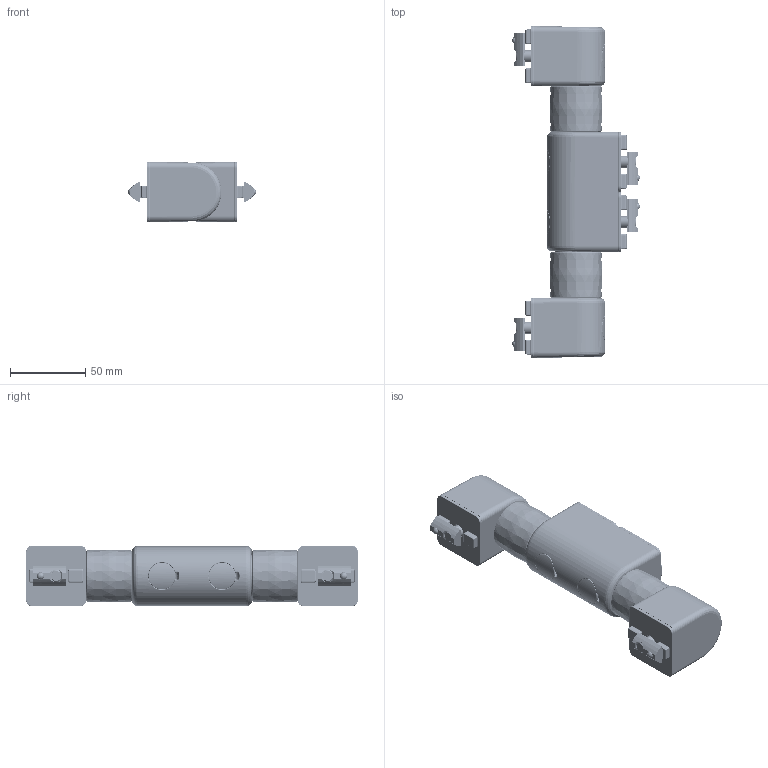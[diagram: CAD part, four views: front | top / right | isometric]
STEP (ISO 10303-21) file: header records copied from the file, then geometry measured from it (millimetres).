
FILE_DESCRIPTION(/* description */ ('KriTec Friktionsgelenk 8 Doppelgelenk 80 2x 15 Nm'),/* implementation_level */ '2;1');
FILE_NAME(/* name */ '13741_KriTec_Friktionsgelenk_8_Doppelgelenk_80_2x_15_Nm.stp',/* time_stamp */ '2019-10-18T10:54:11+02:00',/* author */ ('jendrek'),/* organization */ (''),/* preprocessor_version */ 'ST-DEVELOPER v17',/* originating_system */ 'Autodesk Inventor 2018',/* authorisation */ '');
FILE_SCHEMA (('AUTOMOTIVE_DESIGN { 1 0 10303 214 3 1 1 }'));
Products named in the file (20): 13741; 061FG___R01-A-TAB_061FG80HR01; 061FG___R06-A-TAB_061FG80HR06; 061FG4_R08-A-TAB_061FG40R08; cap screw ISO 4762 M8x45 - 8.8 vz_ISO 4762 M8 ; SCHNORR-Sicherungsscheibe VS 8 FST_093150 - zusammengedrckt; 061FGR09; 061FG4_N__R0_-A-TAB_061FG40N08R03; 09602_-A-TAB_096028-102390; 09602_R01_-A-TAB_096028R01; 340me023_340ME023; 340me007_340ME007; 061FG_R01-A-TAB_061FGLR01 - Winkel fix; 061FGR0_-A-TAB_061FGR02; 061FGR0_-A-TAB_061FGR03; Hexagon head bolt ISO 4017 M6x16 - 12.9_ISO 4017 - M6; 061FGR04_061FGR04; 061FGR05_061FGR05; 061FG___R01-A-TAB_061FG40LR01; 061FG___R06-A-TAB_061FG40LR06
Assembly tree (42 placements, depth 3):
  13741
    061FG___R01-A-TAB_061FG40LR01  x2
    061FG___R01-A-TAB_061FG80HR01
    061FG___R06-A-TAB_061FG40LR06  x2
    061FG___R06-A-TAB_061FG80HR06
    061FG4_R08-A-TAB_061FG40R08  x2
    cap screw ISO 4762 M8x45 - 8.8 vz_ISO 4762 M8   x4
    SCHNORR-Sicherungsscheibe VS 8 FST_093150 - zusammengedrckt  x4
    061FGR09  x4
    061FG4_N__R0_-A-TAB_061FG40N08R03  x4
    09602_-A-TAB_096028-102390  x4
      09602_R01_-A-TAB_096028R01
      340me023_340ME023
      340me007_340ME007
    061FG_R01-A-TAB_061FGLR01 - Winkel fix  x2
      061FGR0_-A-TAB_061FGR02
      061FGR0_-A-TAB_061FGR03
      Hexagon head bolt ISO 4017 M6x16 - 12.9_ISO 4017 - M6
      061FGR04_061FGR04
      061FGR05_061FGR05
Bounding box: 84.76 x 220 x 40 mm (x, y, z)
Volume: 289246.4 mm3; surface area: 162133.2 mm2
Topology: 54 solids, 54 shells, 5395 faces, 13330 edges, 7810 vertices
Faces by surface type: bspline 1911, cylinder 1711, plane 1003, cone 410, torus 244, sphere 116
Full cylindrical faces by diameter (mm): 5 x2, 5.05 x4, 6 x2, 6.6 x2, 6.8 x4, 8 x4, 8.4 x4, 9 x4, 10 x6, 13 x8, 13.2 x2, 14 x2, 14.2 x2, 14.4 x2, 14.5 x2, 15 x4, 18 x2, 21.99 x2, 22 x9, 28 x8
Entity records: 124468 total; most frequent: CARTESIAN_POINT 67652, ORIENTED_EDGE 12604, DIRECTION 11207, EDGE_CURVE 6302, AXIS2_PLACEMENT_3D 4756, VERTEX_POINT 3722, EDGE_LOOP 2694, FACE_OUTER_BOUND 2631
